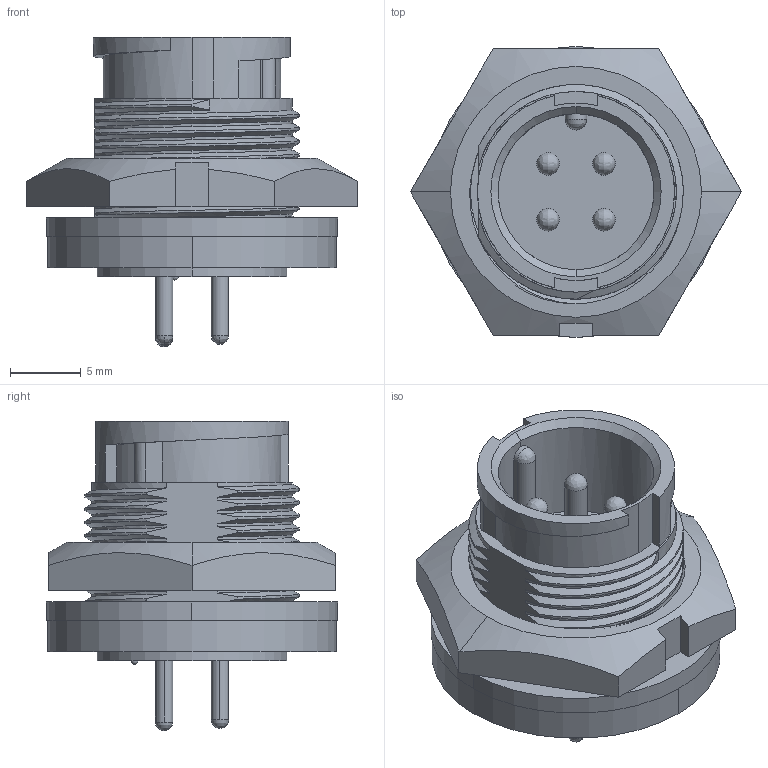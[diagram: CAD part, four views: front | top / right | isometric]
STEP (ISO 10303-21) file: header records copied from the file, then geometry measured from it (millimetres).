
FILE_DESCRIPTION (( 'STEP AP203' ), '1' );
FILE_NAME ('7381-4PG-300SP.STEP', '2013-10-01T13:11:18', ( '21FPBF1' ), ( 'Conxall' ), 'SwSTEP 2.0', 'SolidWorks 2012', '' );
FILE_SCHEMA (( 'CONFIG_CONTROL_DESIGN' ));
Length unit declared in the file: inch
Products named in the file (1): 7381-4PG-300SP
Bounding box: 23.46 x 20.62 x 21.92 mm (x, y, z)
Volume: 3094.2 mm3; surface area: 2987.8 mm2
Topology: 2 solids, 2 shells, 169 faces, 473 edges, 298 vertices
Faces by surface type: cylinder 90, bspline 38, plane 37, cone 4
Entity records: 11844 total; most frequent: CARTESIAN_POINT 8029, ORIENTED_EDGE 890, DIRECTION 660, EDGE_CURVE 445, VERTEX_POINT 298, AXIS2_PLACEMENT_3D 248, EDGE_LOOP 189, FACE_OUTER_BOUND 169
